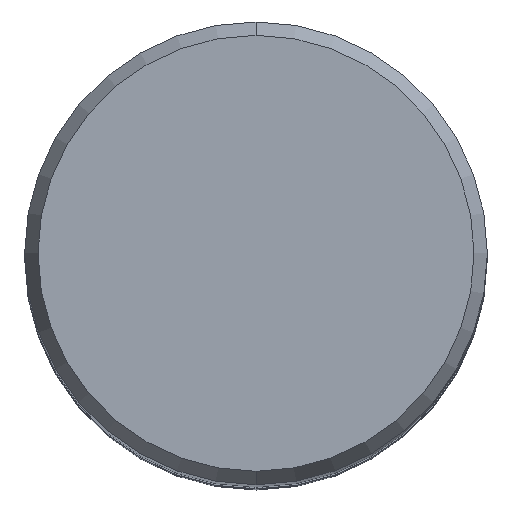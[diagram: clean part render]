
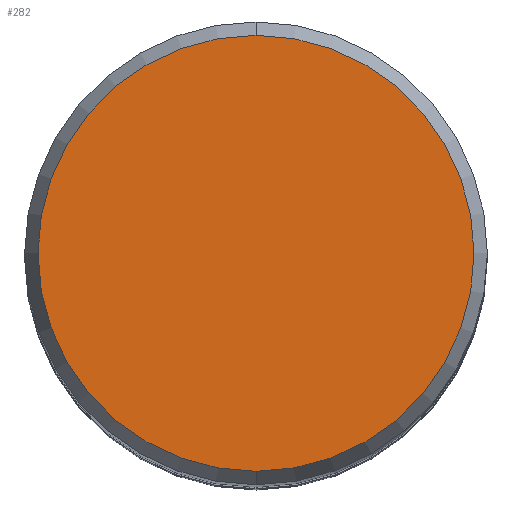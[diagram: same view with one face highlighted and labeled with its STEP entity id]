
A CAD part, top view. The second image highlights one B-rep face of the part: STEP entity #282.
In plain terms, the highlighted planar face has unit normal (0, 0, 1).
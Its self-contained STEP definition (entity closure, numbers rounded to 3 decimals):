
#282=ADVANCED_FACE('',(#602),#603,.T.);
#360=VERTEX_POINT('',#693);
#430=EDGE_CURVE('',#360,#436,#770,.T.);
#436=VERTEX_POINT('',#776);
#442=EDGE_CURVE('',#436,#360,#783,.T.);
#602=FACE_OUTER_BOUND('',#1114,.T.);
#603=PLANE('',#1115);
#693=CARTESIAN_POINT('',(0.,-7.479,0.0));
#770=CIRCLE('',#1456,7.479);
#776=CARTESIAN_POINT('',(0.0,7.479,0.0));
#783=CIRCLE('',#1471,7.479);
#1114=EDGE_LOOP('',(#1631,#1632));
#1115=AXIS2_PLACEMENT_3D('',#1633,#1634,#1635);
#1456=AXIS2_PLACEMENT_3D('',#1823,#1824,#1825);
#1471=AXIS2_PLACEMENT_3D('',#1836,#1837,#1838);
#1631=ORIENTED_EDGE('',*,*,#442,.F.);
#1632=ORIENTED_EDGE('',*,*,#430,.F.);
#1633=CARTESIAN_POINT('',(0.0,3.74,0.0));
#1634=DIRECTION('',(-0.0,0.0,1.0));
#1635=DIRECTION('',(0.0,-1.0,0.0));
#1823=CARTESIAN_POINT('',(0.0,0.0,0.0));
#1824=DIRECTION('',(0.0,0.0,-1.0));
#1825=DIRECTION('',(0.0,1.0,0.0));
#1836=CARTESIAN_POINT('',(0.0,0.0,0.0));
#1837=DIRECTION('',(0.0,0.0,-1.0));
#1838=DIRECTION('',(0.0,1.0,0.0));
